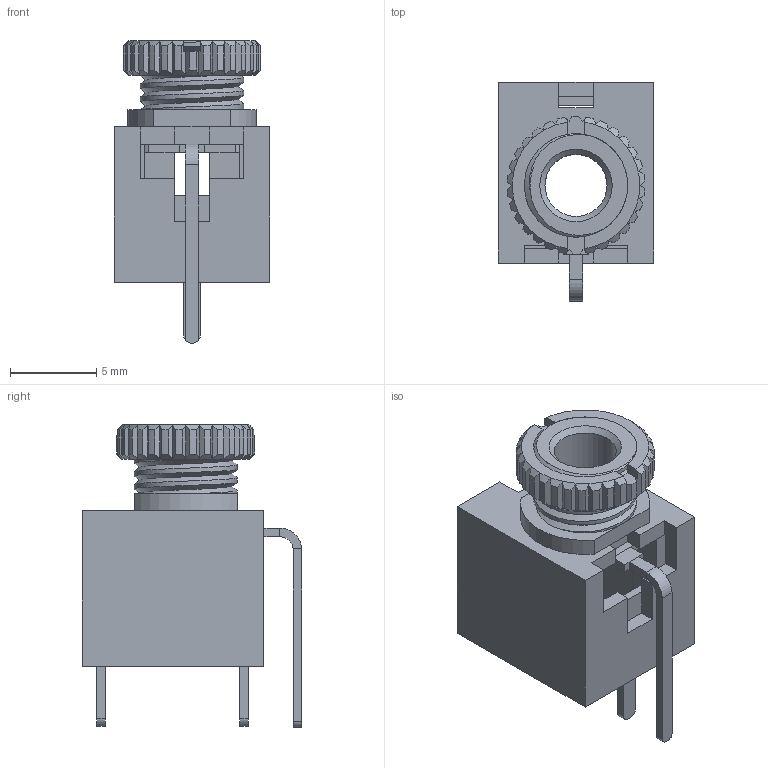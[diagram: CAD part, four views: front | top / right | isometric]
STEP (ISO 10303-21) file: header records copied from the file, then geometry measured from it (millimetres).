
FILE_DESCRIPTION(('FreeCAD Model'),'2;1');
FILE_NAME('PJ301M-12_Knurl_nut.step','2021-03-19T21:47:19',('Author'),(''), 'Open CASCADE STEP processor 7.3','FreeCAD','Unknown');
FILE_SCHEMA(('AUTOMOTIVE_DESIGN { 1 0 10303 214 1 1 1 1 }'));
Length unit declared in the file: millimetre
Products named in the file (6): Body; S; Hole; R; T; Knurl_nut
Bounding box: 9 x 12.73 x 17.55 mm (x, y, z)
Volume: 517.1 mm3; surface area: 1464.7 mm2
Topology: 6 solids, 6 shells, 239 faces, 650 edges, 419 vertices
Faces by surface type: plane 167, cylinder 55, bspline 12, cone 5
Full cylindrical faces by diameter (mm): 3.6 x3, 6 x6
Entity records: 20345 total; most frequent: CARTESIAN_POINT 7281, DIRECTION 2431, LINE 1361, VECTOR 1361, ORIENTED_EDGE 1300, PCURVE 1300, DEFINITIONAL_REPRESENTATION 1300, EDGE_CURVE 650
